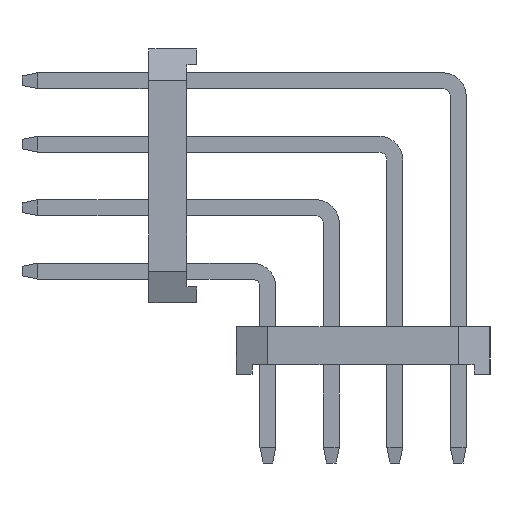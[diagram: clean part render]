
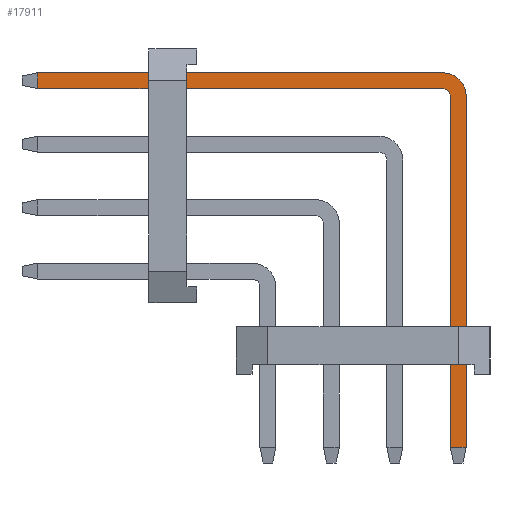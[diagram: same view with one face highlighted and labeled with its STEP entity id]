
A CAD part, left-side view. The second image highlights one B-rep face of the part: STEP entity #17911.
In plain terms, the highlighted planar face has unit normal (-1, 0, 0).
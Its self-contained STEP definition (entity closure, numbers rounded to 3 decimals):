
#17665=CARTESIAN_POINT('',(-0.25,5.,2.75));
#17666=VERTEX_POINT('',#17665);
#17689=CARTESIAN_POINT('',(-0.25,5.,3.25));
#17690=VERTEX_POINT('',#17689);
#17691=CARTESIAN_POINT('',(-0.25,5.,2.75));
#17692=DIRECTION('',(0.,0.,1.));
#17693=VECTOR('',#17692,0.5);
#17694=LINE('',#17691,#17693);
#17695=EDGE_CURVE('',#17666,#17690,#17694,.T.);
#17736=CARTESIAN_POINT('',(-0.25,-7.75,3.25));
#17737=VERTEX_POINT('',#17736);
#17738=CARTESIAN_POINT('',(-0.25,5.,3.25));
#17739=DIRECTION('',(0.,-1.,0.));
#17740=VECTOR('',#17739,12.75);
#17741=LINE('',#17738,#17740);
#17742=EDGE_CURVE('',#17690,#17737,#17741,.T.);
#17843=CARTESIAN_POINT('',(-0.25,-7.75,2.75));
#17844=VERTEX_POINT('',#17843);
#17851=CARTESIAN_POINT('',(-0.25,-7.75,2.75));
#17852=DIRECTION('',(0.,1.,0.));
#17853=VECTOR('',#17852,12.75);
#17854=LINE('',#17851,#17853);
#17855=EDGE_CURVE('',#17844,#17666,#17854,.T.);
#17861=CARTESIAN_POINT('',(-0.25,5.5,3.25));
#17862=DIRECTION('',(0.,0.,-1.));
#17863=DIRECTION('',(-1.,-0.,-0.));
#17864=AXIS2_PLACEMENT_3D('',#17861,#17863,#17862);
#17865=PLANE('',#17864);
#17866=ORIENTED_EDGE('',*,*,#17855,.F.);
#17867=CARTESIAN_POINT('',(-0.25,-8.,2.5));
#17868=VERTEX_POINT('',#17867);
#17869=CARTESIAN_POINT('',(-0.25,-7.75,2.5));
#17870=DIRECTION('',(0.,0.,1.));
#17871=DIRECTION('',(1.,0.,0.));
#17872=AXIS2_PLACEMENT_3D('',#17869,#17871,#17870);
#17873=CIRCLE('',#17872,0.25);
#17874=EDGE_CURVE('',#17844,#17868,#17873,.T.);
#17875=ORIENTED_EDGE('',*,*,#17874,.T.);
#17876=CARTESIAN_POINT('',(-0.25,-8.,-8.55));
#17877=VERTEX_POINT('',#17876);
#17878=CARTESIAN_POINT('',(-0.25,-8.,2.5));
#17879=DIRECTION('',(0.,0.,-1.));
#17880=VECTOR('',#17879,11.05);
#17881=LINE('',#17878,#17880);
#17882=EDGE_CURVE('',#17868,#17877,#17881,.T.);
#17883=ORIENTED_EDGE('',*,*,#17882,.T.);
#17884=CARTESIAN_POINT('',(-0.25,-8.5,-8.55));
#17885=VERTEX_POINT('',#17884);
#17886=CARTESIAN_POINT('',(-0.25,-8.,-8.55));
#17887=DIRECTION('',(0.,-1.,0.));
#17888=VECTOR('',#17887,0.5);
#17889=LINE('',#17886,#17888);
#17890=EDGE_CURVE('',#17877,#17885,#17889,.T.);
#17891=ORIENTED_EDGE('',*,*,#17890,.T.);
#17892=CARTESIAN_POINT('',(-0.25,-8.5,2.5));
#17893=VERTEX_POINT('',#17892);
#17894=CARTESIAN_POINT('',(-0.25,-8.5,-8.55));
#17895=DIRECTION('',(0.,0.,1.));
#17896=VECTOR('',#17895,11.05);
#17897=LINE('',#17894,#17896);
#17898=EDGE_CURVE('',#17885,#17893,#17897,.T.);
#17899=ORIENTED_EDGE('',*,*,#17898,.T.);
#17900=CARTESIAN_POINT('',(-0.25,-7.75,2.5));
#17901=DIRECTION('',(0.,-1.,0.));
#17902=DIRECTION('',(-1.,0.,0.));
#17903=AXIS2_PLACEMENT_3D('',#17900,#17902,#17901);
#17904=CIRCLE('',#17903,0.75);
#17905=EDGE_CURVE('',#17893,#17737,#17904,.T.);
#17906=ORIENTED_EDGE('',*,*,#17905,.T.);
#17907=ORIENTED_EDGE('',*,*,#17742,.F.);
#17908=ORIENTED_EDGE('',*,*,#17695,.F.);
#17909=EDGE_LOOP('',(#17866,#17875,#17883,#17891,#17899,#17906,#17907,#17908));
#17910=FACE_OUTER_BOUND('',#17909,.T.);
#17911=ADVANCED_FACE('',(#17910),#17865,.T.);
